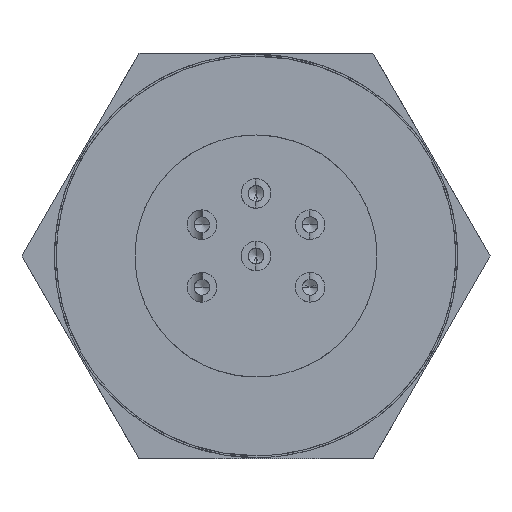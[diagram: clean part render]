
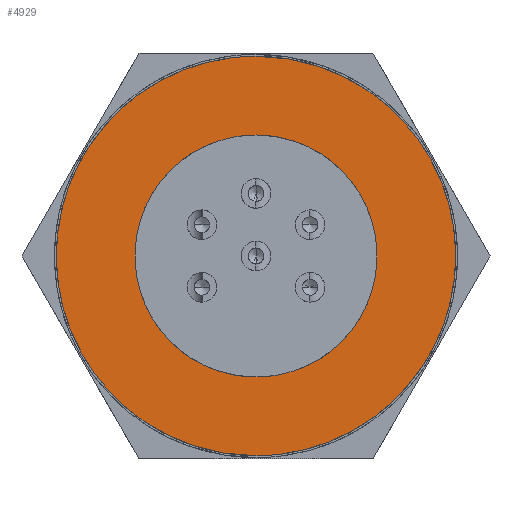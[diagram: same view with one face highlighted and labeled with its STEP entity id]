
A CAD part, left-side view. The second image highlights one B-rep face of the part: STEP entity #4929.
In plain terms, the highlighted planar face has unit normal (-1, 0, 0).
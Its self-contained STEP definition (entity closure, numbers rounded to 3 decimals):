
#122 = EDGE_LOOP ( 'NONE', ( #3432, #1979 ) ) ;
#156 = B_SPLINE_CURVE_WITH_KNOTS ( 'NONE', 3,
 ( #2346, #2422, #2329, #2327, #2319, #2312, #2304, #2303, #2297, #2290, #2285, #2283, #2264, #2257, #2252, #2243, #2224, #2221 ),
 .UNSPECIFIED., .F., .F.,
 ( 4, 2, 2, 2, 2, 2, 2, 2, 4 ),
 ( 0., 0.125, 0.25, 0.375, 0.5, 0.625, 0.75, 0.875, 1. ),
 .UNSPECIFIED. ) ;
#281 = CARTESIAN_POINT ( 'NONE',  ( 2.2, -8.117, -6.238 ) ) ;
#726 = CARTESIAN_POINT ( 'NONE',  ( 2.2, 0., 10.15 ) ) ;
#730 = CARTESIAN_POINT ( 'NONE',  ( 2.2, 1.329, 10.15 ) ) ;
#733 = CARTESIAN_POINT ( 'NONE',  ( 2.2, 2.657, 9.886 ) ) ;
#742 = CARTESIAN_POINT ( 'NONE',  ( 2.2, 5.112, 8.869 ) ) ;
#752 = CARTESIAN_POINT ( 'NONE',  ( 2.2, 6.238, 8.117 ) ) ;
#768 = CARTESIAN_POINT ( 'NONE',  ( 2.2, 8.117, 6.238 ) ) ;
#773 = CARTESIAN_POINT ( 'NONE',  ( 2.2, 8.869, 5.112 ) ) ;
#780 = CARTESIAN_POINT ( 'NONE',  ( 2.2, 9.886, 2.657 ) ) ;
#782 = CARTESIAN_POINT ( 'NONE',  ( 2.2, 10.15, 1.329 ) ) ;
#787 = CARTESIAN_POINT ( 'NONE',  ( 2.2, 10.15, -1.329 ) ) ;
#789 = CARTESIAN_POINT ( 'NONE',  ( 2.2, 9.886, -2.657 ) ) ;
#790 = EDGE_CURVE ( 'NONE', #5538, #5625, #6000, .T. ) ;
#797 = CARTESIAN_POINT ( 'NONE',  ( 2.2, 8.869, -5.112 ) ) ;
#799 = CARTESIAN_POINT ( 'NONE',  ( 2.2, 8.117, -6.238 ) ) ;
#806 = CARTESIAN_POINT ( 'NONE',  ( 2.2, 6.238, -8.117 ) ) ;
#811 = CARTESIAN_POINT ( 'NONE',  ( 2.2, 5.112, -8.869 ) ) ;
#816 = CARTESIAN_POINT ( 'NONE',  ( 2.2, 2.657, -9.886 ) ) ;
#846 = CARTESIAN_POINT ( 'NONE',  ( 2.2, 1.329, -10.15 ) ) ;
#877 = CARTESIAN_POINT ( 'NONE',  ( 2.2, 0., -10.15 ) ) ;
#1075 = CARTESIAN_POINT ( 'NONE',  ( 2.2, 0., -6.15 ) ) ;
#1082 = CARTESIAN_POINT ( 'NONE',  ( 2.2, 0.805, -6.15 ) ) ;
#1299 = AXIS2_PLACEMENT_3D ( 'NONE', #3221, #3173, #3219 ) ;
#1339 = CARTESIAN_POINT ( 'NONE',  ( 2.2, 3.097, -5.374 ) ) ;
#1723 = B_SPLINE_CURVE_WITH_KNOTS ( 'NONE', 3,
 ( #4274, #4932, #4957, #4407, #4270, #5113, #5241, #4356, #4338, #5024, #4392, #3910, #3930, #2595, #1339, #3939, #1082, #1075 ),
 .UNSPECIFIED., .F., .F.,
 ( 4, 2, 2, 2, 2, 2, 2, 2, 4 ),
 ( 0., 0.125, 0.25, 0.375, 0.5, 0.625, 0.75, 0.875, 1. ),
 .UNSPECIFIED. ) ;
#1979 = ORIENTED_EDGE ( 'NONE', *, *, #2938, .F. ) ;
#2221 = CARTESIAN_POINT ( 'NONE',  ( 2.2, 0., 6.15 ) ) ;
#2224 = CARTESIAN_POINT ( 'NONE',  ( 2.2, -0.805, 6.15 ) ) ;
#2243 = CARTESIAN_POINT ( 'NONE',  ( 2.2, -1.61, 5.99 ) ) ;
#2252 = CARTESIAN_POINT ( 'NONE',  ( 2.2, -3.097, 5.374 ) ) ;
#2257 = CARTESIAN_POINT ( 'NONE',  ( 2.2, -3.779, 4.918 ) ) ;
#2264 = CARTESIAN_POINT ( 'NONE',  ( 2.2, -4.918, 3.779 ) ) ;
#2283 = CARTESIAN_POINT ( 'NONE',  ( 2.2, -5.374, 3.097 ) ) ;
#2285 = CARTESIAN_POINT ( 'NONE',  ( 2.2, -5.99, 1.61 ) ) ;
#2290 = CARTESIAN_POINT ( 'NONE',  ( 2.2, -6.15, 0.805 ) ) ;
#2297 = CARTESIAN_POINT ( 'NONE',  ( 2.2, -6.15, -0.805 ) ) ;
#2303 = CARTESIAN_POINT ( 'NONE',  ( 2.2, -5.99, -1.61 ) ) ;
#2304 = CARTESIAN_POINT ( 'NONE',  ( 2.2, -5.374, -3.097 ) ) ;
#2312 = CARTESIAN_POINT ( 'NONE',  ( 2.2, -4.918, -3.779 ) ) ;
#2319 = CARTESIAN_POINT ( 'NONE',  ( 2.2, -3.779, -4.918 ) ) ;
#2327 = CARTESIAN_POINT ( 'NONE',  ( 2.2, -3.097, -5.374 ) ) ;
#2329 = CARTESIAN_POINT ( 'NONE',  ( 2.2, -1.61, -5.99 ) ) ;
#2341 = CARTESIAN_POINT ( 'NONE',  ( 2.2, -8.869, -5.112 ) ) ;
#2346 = CARTESIAN_POINT ( 'NONE',  ( 2.2, 0., -6.15 ) ) ;
#2422 = CARTESIAN_POINT ( 'NONE',  ( 2.2, -0.805, -6.15 ) ) ;
#2595 = CARTESIAN_POINT ( 'NONE',  ( 2.2, 3.779, -4.918 ) ) ;
#2606 = CARTESIAN_POINT ( 'NONE',  ( 2.2, 0., 6.15 ) ) ;
#2905 = FACE_BOUND ( 'NONE', #122, .T. ) ;
#2938 = EDGE_CURVE ( 'NONE', #4065, #3794, #1723, .T. ) ;
#3173 = DIRECTION ( 'NONE',  ( 1., 0., 0. ) ) ;
#3218 = FACE_OUTER_BOUND ( 'NONE', #4532, .T. ) ;
#3219 = DIRECTION ( 'NONE',  ( 0., 0., -1. ) ) ;
#3221 = CARTESIAN_POINT ( 'NONE',  ( 2.2, 0., -6.15 ) ) ;
#3246 = PLANE ( 'NONE',  #1299 ) ;
#3321 = CARTESIAN_POINT ( 'NONE',  ( 2.2, -1.329, 10.15 ) ) ;
#3327 = CARTESIAN_POINT ( 'NONE',  ( 2.2, -2.657, 9.886 ) ) ;
#3360 = CARTESIAN_POINT ( 'NONE',  ( 2.2, 0., 10.15 ) ) ;
#3368 = CARTESIAN_POINT ( 'NONE',  ( 2.2, -5.112, 8.869 ) ) ;
#3375 = CARTESIAN_POINT ( 'NONE',  ( 2.2, -6.238, 8.117 ) ) ;
#3377 = CARTESIAN_POINT ( 'NONE',  ( 2.2, -8.117, 6.238 ) ) ;
#3380 = CARTESIAN_POINT ( 'NONE',  ( 2.2, -8.869, 5.112 ) ) ;
#3385 = CARTESIAN_POINT ( 'NONE',  ( 2.2, -9.886, 2.657 ) ) ;
#3386 = CARTESIAN_POINT ( 'NONE',  ( 2.2, -10.15, 1.329 ) ) ;
#3392 = CARTESIAN_POINT ( 'NONE',  ( 2.2, -10.15, -1.329 ) ) ;
#3395 = CARTESIAN_POINT ( 'NONE',  ( 2.2, -9.886, -2.657 ) ) ;
#3401 = CARTESIAN_POINT ( 'NONE',  ( 2.2, -5.112, -8.869 ) ) ;
#3408 = CARTESIAN_POINT ( 'NONE',  ( 2.2, -2.657, -9.886 ) ) ;
#3415 = CARTESIAN_POINT ( 'NONE',  ( 2.2, -1.329, -10.15 ) ) ;
#3417 = CARTESIAN_POINT ( 'NONE',  ( 2.2, 0., -10.15 ) ) ;
#3432 = ORIENTED_EDGE ( 'NONE', *, *, #4130, .F. ) ;
#3794 = VERTEX_POINT ( 'NONE', #4435 ) ;
#3910 = CARTESIAN_POINT ( 'NONE',  ( 2.2, 5.374, -3.097 ) ) ;
#3930 = CARTESIAN_POINT ( 'NONE',  ( 2.2, 4.918, -3.779 ) ) ;
#3939 = CARTESIAN_POINT ( 'NONE',  ( 2.2, 1.61, -5.99 ) ) ;
#3958 = CARTESIAN_POINT ( 'NONE',  ( 2.2, -6.238, -8.117 ) ) ;
#3977 = ORIENTED_EDGE ( 'NONE', *, *, #4479, .F. ) ;
#4065 = VERTEX_POINT ( 'NONE', #2606 ) ;
#4130 = EDGE_CURVE ( 'NONE', #3794, #4065, #156, .T. ) ;
#4187 = CARTESIAN_POINT ( 'NONE',  ( 2.2, 0., -10.15 ) ) ;
#4270 = CARTESIAN_POINT ( 'NONE',  ( 2.2, 3.779, 4.918 ) ) ;
#4274 = CARTESIAN_POINT ( 'NONE',  ( 2.2, 0., 6.15 ) ) ;
#4338 = CARTESIAN_POINT ( 'NONE',  ( 2.2, 6.15, 0.805 ) ) ;
#4356 = CARTESIAN_POINT ( 'NONE',  ( 2.2, 5.99, 1.61 ) ) ;
#4392 = CARTESIAN_POINT ( 'NONE',  ( 2.2, 5.99, -1.61 ) ) ;
#4407 = CARTESIAN_POINT ( 'NONE',  ( 2.2, 3.097, 5.374 ) ) ;
#4435 = CARTESIAN_POINT ( 'NONE',  ( 2.2, 0., -6.15 ) ) ;
#4479 = EDGE_CURVE ( 'NONE', #5625, #5538, #5253, .T. ) ;
#4532 = EDGE_LOOP ( 'NONE', ( #6039, #3977 ) ) ;
#4649 = CARTESIAN_POINT ( 'NONE',  ( 2.2, 0., 10.15 ) ) ;
#4929 = ADVANCED_FACE ( 'NONE', ( #3218, #2905 ), #3246, .F. ) ;
#4932 = CARTESIAN_POINT ( 'NONE',  ( 2.2, 0.805, 6.15 ) ) ;
#4957 = CARTESIAN_POINT ( 'NONE',  ( 2.2, 1.61, 5.99 ) ) ;
#5024 = CARTESIAN_POINT ( 'NONE',  ( 2.2, 6.15, -0.805 ) ) ;
#5113 = CARTESIAN_POINT ( 'NONE',  ( 2.2, 4.918, 3.779 ) ) ;
#5241 = CARTESIAN_POINT ( 'NONE',  ( 2.2, 5.374, 3.097 ) ) ;
#5253 = B_SPLINE_CURVE_WITH_KNOTS ( 'NONE', 3,
 ( #877, #846, #816, #811, #806, #799, #797, #789, #787, #782, #780, #773, #768, #752, #742, #733, #730, #726 ),
 .UNSPECIFIED., .F., .F.,
 ( 4, 2, 2, 2, 2, 2, 2, 2, 4 ),
 ( 0., 0.125, 0.25, 0.375, 0.5, 0.625, 0.75, 0.875, 1. ),
 .UNSPECIFIED. ) ;
#5538 = VERTEX_POINT ( 'NONE', #4649 ) ;
#5625 = VERTEX_POINT ( 'NONE', #4187 ) ;
#6000 = B_SPLINE_CURVE_WITH_KNOTS ( 'NONE', 3,
 ( #3360, #3321, #3327, #3368, #3375, #3377, #3380, #3385, #3386, #3392, #3395, #2341, #281, #3958, #3401, #3408, #3415, #3417 ),
 .UNSPECIFIED., .F., .F.,
 ( 4, 2, 2, 2, 2, 2, 2, 2, 4 ),
 ( 0., 0.125, 0.25, 0.375, 0.5, 0.625, 0.75, 0.875, 1. ),
 .UNSPECIFIED. ) ;
#6039 = ORIENTED_EDGE ( 'NONE', *, *, #790, .F. ) ;
